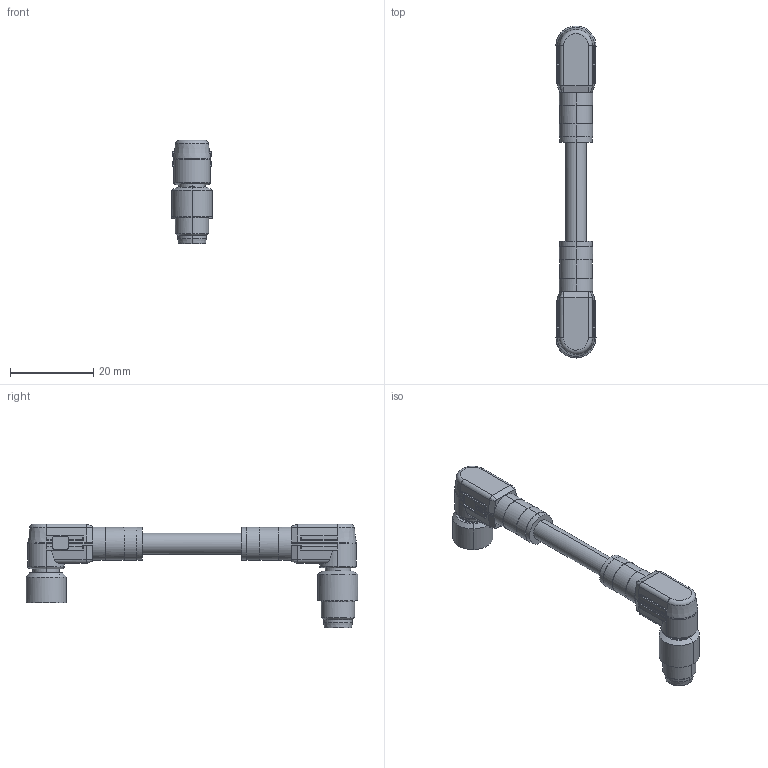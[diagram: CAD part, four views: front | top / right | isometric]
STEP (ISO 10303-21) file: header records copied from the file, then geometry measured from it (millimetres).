
FILE_DESCRIPTION(('CATIA V5 STEP Exchange','CAx-IF Rec.Pracs.--- Model Styling and Organization---1.4--- 2014-01-23'),'2;1');
FILE_NAME ('413744-2_0_2475250500_2475250500.stp','2024-04-18T06:37:47+00:00',('none'),('Weidmueller'),'CATIA Version 5-6 Release 2016 SP3 HF44','CATIA V5 STEP AP214','none');
FILE_SCHEMA(('AUTOMOTIVE_DESIGN { 1 0 10303 214 1 1 1 1 }'));
Length unit declared in the file: millimetre
Products named in the file (1): 2475250500
Bounding box: 9.6 x 79.55 x 24.85 mm (x, y, z)
Volume: 5157 mm3; surface area: 3986.4 mm2
Topology: 8 solids, 8 shells, 466 faces, 1140 edges, 649 vertices
Faces by surface type: cylinder 202, plane 128, sphere 52, torus 48, bspline 20, cone 16
Entity records: 14318 total; most frequent: CARTESIAN_POINT 4497, ORIENTED_EDGE 2160, DIRECTION 1666, EDGE_CURVE 1080, AXIS2_PLACEMENT_3D 808, VERTEX_POINT 649, EDGE_LOOP 489, ADVANCED_FACE 466
